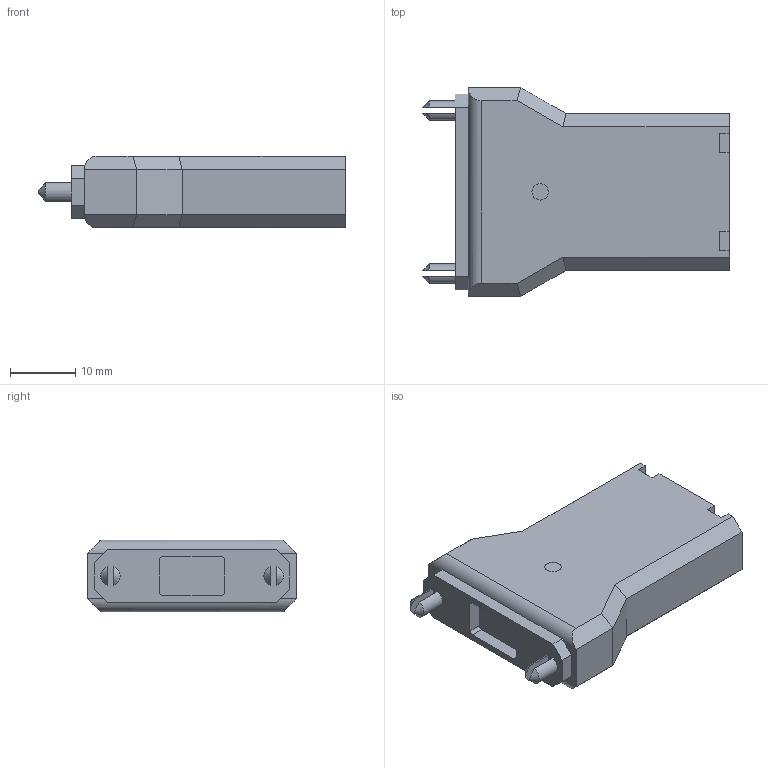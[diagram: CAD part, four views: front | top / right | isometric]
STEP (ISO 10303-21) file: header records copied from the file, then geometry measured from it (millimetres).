
FILE_DESCRIPTION(/* description */ (''),/* implementation_level */ '2;1');
FILE_NAME(/* name */ '3d_CX01-.stp',/* time_stamp */ '2017-11-20T13:45:06+01:00',/* author */ ('Andrzej'),/* organization */ (''),/* preprocessor_version */ 'ST-DEVELOPER v16.13',/* originating_system */ 'AutoCAD Mechanical',/* authorisation */ '');
FILE_SCHEMA (('AUTOMOTIVE_DESIGN { 1 0 10303 214 3 1 1 }'));
Length unit declared in the file: millimetre
Products named in the file (1): Product
Bounding box: 47 x 32 x 11 mm (x, y, z)
Volume: 11304.5 mm3; surface area: 4087.7 mm2
Topology: 1 solids, 1 shells, 101 faces, 255 edges, 166 vertices
Faces by surface type: plane 76, cylinder 21, cone 4
Full cylindrical faces by diameter (mm): 2.5 x1, 4.5 x2
Entity records: 2995 total; most frequent: CARTESIAN_POINT 536, ORIENTED_EDGE 504, DIRECTION 490, EDGE_CURVE 252, LINE 202, VECTOR 202, VERTEX_POINT 166, AXIS2_PLACEMENT_3D 144
